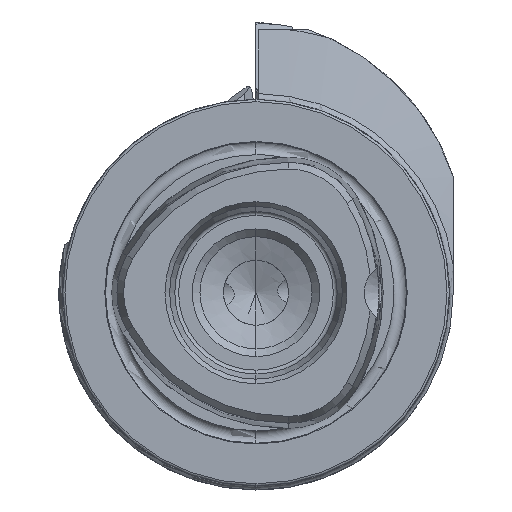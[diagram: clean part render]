
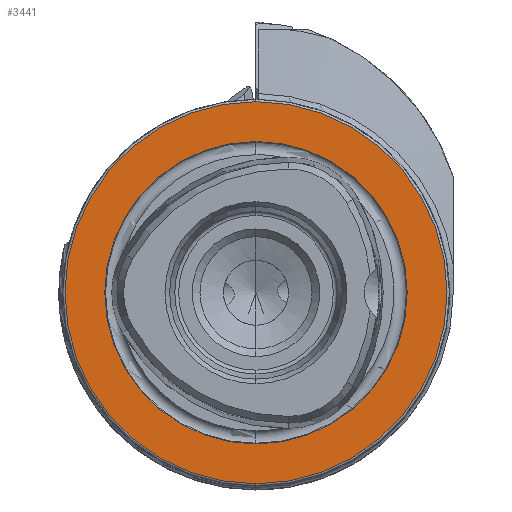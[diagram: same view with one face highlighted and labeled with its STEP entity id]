
A CAD part, left-side view. The second image highlights one B-rep face of the part: STEP entity #3441.
In plain terms, the highlighted planar face has unit normal (-1, 0, 0).
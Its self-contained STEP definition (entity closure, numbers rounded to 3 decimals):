
#42 = AXIS2_PLACEMENT_3D ( 'NONE', #14042, #6723, #6629 ) ;
#124 = CARTESIAN_POINT ( 'NONE',  ( 0., 0., 0. ) ) ;
#167 = VERTEX_POINT ( 'NONE', #7705 ) ;
#591 = DIRECTION ( 'NONE',  ( 0., 0., 1. ) ) ;
#710 = AXIS2_PLACEMENT_3D ( 'NONE', #124, #17861, #4442 ) ;
#1028 = ORIENTED_EDGE ( 'NONE', *, *, #14148, .T. ) ;
#1174 = EDGE_LOOP ( 'NONE', ( #1028, #16741 ) ) ;
#1248 = DIRECTION ( 'NONE',  ( -1., 0., 0. ) ) ;
#1349 = DIRECTION ( 'NONE',  ( 0., 0., 1. ) ) ;
#2165 = EDGE_CURVE ( 'NONE', #11001, #167, #5051, .T. ) ;
#2215 = FACE_BOUND ( 'NONE', #18082, .T. ) ;
#2598 = DIRECTION ( 'NONE',  ( 0., 0., 1. ) ) ;
#3441 = ADVANCED_FACE ( 'NONE', ( #2215, #8172 ), #3666, .F. ) ;
#3666 = PLANE ( 'NONE',  #42 ) ;
#3749 = CARTESIAN_POINT ( 'NONE',  ( 0., 0., -24.7 ) ) ;
#3867 = VERTEX_POINT ( 'NONE', #3749 ) ;
#4442 = DIRECTION ( 'NONE',  ( 0., 0., 1. ) ) ;
#5051 = CIRCLE ( 'NONE', #13643, 19.55 ) ;
#6029 = VERTEX_POINT ( 'NONE', #12435 ) ;
#6629 = DIRECTION ( 'NONE',  ( 0., 0., -1. ) ) ;
#6723 = DIRECTION ( 'NONE',  ( 1., 0., 0. ) ) ;
#7123 = CIRCLE ( 'NONE', #13878, 19.55 ) ;
#7705 = CARTESIAN_POINT ( 'NONE',  ( 0., 0., 19.55 ) ) ;
#8068 = CIRCLE ( 'NONE', #710, 24.7 ) ;
#8172 = FACE_OUTER_BOUND ( 'NONE', #1174, .T. ) ;
#8260 = CARTESIAN_POINT ( 'NONE',  ( 0., 0., 0. ) ) ;
#8357 = CIRCLE ( 'NONE', #16329, 24.7 ) ;
#9969 = ORIENTED_EDGE ( 'NONE', *, *, #11717, .F. ) ;
#10073 = CARTESIAN_POINT ( 'NONE',  ( 0., 0., 0. ) ) ;
#11001 = VERTEX_POINT ( 'NONE', #13985 ) ;
#11717 = EDGE_CURVE ( 'NONE', #167, #11001, #7123, .T. ) ;
#11740 = EDGE_CURVE ( 'NONE', #3867, #6029, #8357, .T. ) ;
#11879 = ORIENTED_EDGE ( 'NONE', *, *, #2165, .F. ) ;
#12435 = CARTESIAN_POINT ( 'NONE',  ( 0., 0., 24.7 ) ) ;
#13643 = AXIS2_PLACEMENT_3D ( 'NONE', #10073, #17562, #1349 ) ;
#13878 = AXIS2_PLACEMENT_3D ( 'NONE', #18244, #15094, #591 ) ;
#13985 = CARTESIAN_POINT ( 'NONE',  ( 0., 0., -19.55 ) ) ;
#14042 = CARTESIAN_POINT ( 'NONE',  ( 0., 19.55, 0. ) ) ;
#14148 = EDGE_CURVE ( 'NONE', #6029, #3867, #8068, .T. ) ;
#15094 = DIRECTION ( 'NONE',  ( -1., 0., 0. ) ) ;
#16329 = AXIS2_PLACEMENT_3D ( 'NONE', #8260, #1248, #2598 ) ;
#16741 = ORIENTED_EDGE ( 'NONE', *, *, #11740, .T. ) ;
#17562 = DIRECTION ( 'NONE',  ( -1., 0., 0. ) ) ;
#17861 = DIRECTION ( 'NONE',  ( -1., 0., 0. ) ) ;
#18082 = EDGE_LOOP ( 'NONE', ( #9969, #11879 ) ) ;
#18244 = CARTESIAN_POINT ( 'NONE',  ( 0., 0., 0. ) ) ;
